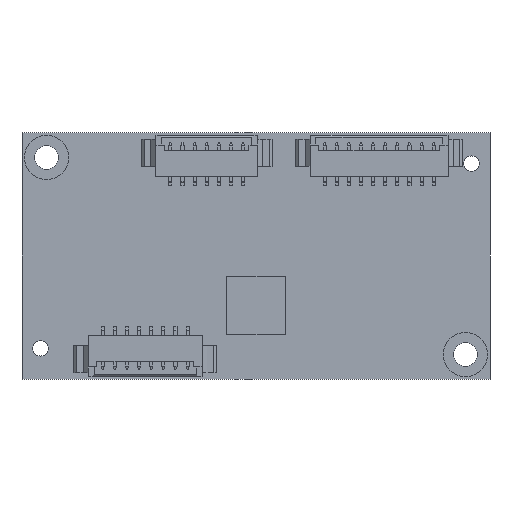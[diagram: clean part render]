
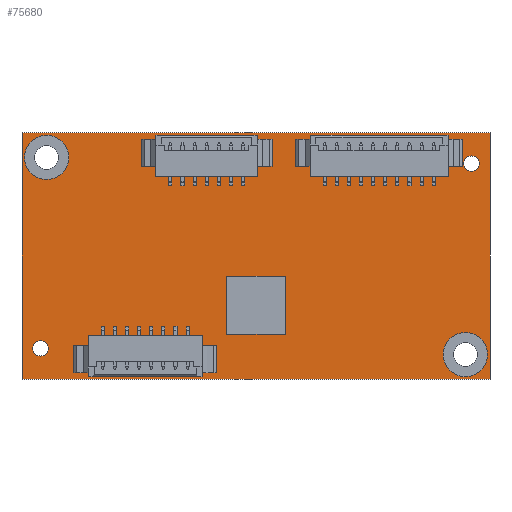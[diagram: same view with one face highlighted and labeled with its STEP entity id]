
A CAD part, front view. The second image highlights one B-rep face of the part: STEP entity #75680.
In plain terms, the highlighted planar face has unit normal (0, -1, 0).
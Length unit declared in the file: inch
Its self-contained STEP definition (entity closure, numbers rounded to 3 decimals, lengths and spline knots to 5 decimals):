
#4641 = EDGE_LOOP ( 'NONE', ( #45998, #46000 ) ) ;
#29562 = VERTEX_POINT ( 'NONE', #87811 ) ;
#29595 = VERTEX_POINT ( 'NONE', #87872 ) ;
#29645 = VERTEX_POINT ( 'NONE', #87965 ) ;
#29671 = VERTEX_POINT ( 'NONE', #88011 ) ;
#29672 = VERTEX_POINT ( 'NONE', #88012 ) ;
#29777 = VERTEX_POINT ( 'NONE', #88072 ) ;
#29863 = VERTEX_POINT ( 'NONE', #88115 ) ;
#29865 = VERTEX_POINT ( 'NONE', #88116 ) ;
#29871 = VERTEX_POINT ( 'NONE', #88119 ) ;
#29873 = VERTEX_POINT ( 'NONE', #88120 ) ;
#30021 = VERTEX_POINT ( 'NONE', #88194 ) ;
#30037 = VERTEX_POINT ( 'NONE', #88202 ) ;
#45982 = ORIENTED_EDGE ( 'NONE', *, *, #128942, .F. ) ;
#45984 = ORIENTED_EDGE ( 'NONE', *, *, #129071, .F. ) ;
#45987 = ORIENTED_EDGE ( 'NONE', *, *, #128953, .F. ) ;
#45990 = ORIENTED_EDGE ( 'NONE', *, *, #129074, .F. ) ;
#45993 = ORIENTED_EDGE ( 'NONE', *, *, #129077, .F. ) ;
#45996 = ORIENTED_EDGE ( 'NONE', *, *, #128999, .F. ) ;
#45998 = ORIENTED_EDGE ( 'NONE', *, *, #129080, .F. ) ;
#46000 = ORIENTED_EDGE ( 'NONE', *, *, #129039, .F. ) ;
#46001 = ORIENTED_EDGE ( 'NONE', *, *, #129084, .F. ) ;
#46003 = ORIENTED_EDGE ( 'NONE', *, *, #129088, .F. ) ;
#46005 = ORIENTED_EDGE ( 'NONE', *, *, #129091, .F. ) ;
#46007 = ORIENTED_EDGE ( 'NONE', *, *, #129094, .F. ) ;
#46773 = CARTESIAN_POINT ( 'NONE',  ( 1.825, 0., -0.125 ) ) ;
#46774 = DIRECTION ( 'NONE',  ( 0., -1., 0. ) ) ;
#46775 = DIRECTION ( 'NONE',  ( 0., 0., -1. ) ) ;
#46787 = CARTESIAN_POINT ( 'NONE',  ( 0.075, 0., -0.875 ) ) ;
#46788 = DIRECTION ( 'NONE',  ( 0., -1., 0. ) ) ;
#46789 = DIRECTION ( 'NONE',  ( 0., 0., -1. ) ) ;
#46831 = CARTESIAN_POINT ( 'NONE',  ( 0.1, 0., -0.1 ) ) ;
#46832 = DIRECTION ( 'NONE',  ( 0., -1., 0. ) ) ;
#46833 = DIRECTION ( 'NONE',  ( 0., 0., -1. ) ) ;
#46875 = CARTESIAN_POINT ( 'NONE',  ( 1.8, 0., -0.9 ) ) ;
#46876 = DIRECTION ( 'NONE',  ( 0., -1., 0. ) ) ;
#46877 = DIRECTION ( 'NONE',  ( 0., 0., -1. ) ) ;
#46906 = CARTESIAN_POINT ( 'NONE',  ( 1.825, 0., -0.125 ) ) ;
#46908 = DIRECTION ( 'NONE',  ( 0., -1., 0. ) ) ;
#46910 = DIRECTION ( 'NONE',  ( 0., 0., -1. ) ) ;
#46911 = CARTESIAN_POINT ( 'NONE',  ( 0.075, 0., -0.875 ) ) ;
#46912 = DIRECTION ( 'NONE',  ( 0., -1., 0. ) ) ;
#46913 = DIRECTION ( 'NONE',  ( 0., 0., -1. ) ) ;
#46914 = CARTESIAN_POINT ( 'NONE',  ( 0., 0., 0. ) ) ;
#46916 = DIRECTION ( 'NONE',  ( 0., 0., 1. ) ) ;
#46917 = CARTESIAN_POINT ( 'NONE',  ( 0.1, 0., -0.1 ) ) ;
#46918 = DIRECTION ( 'NONE',  ( 0., -1., 0. ) ) ;
#46919 = DIRECTION ( 'NONE',  ( 0., 0., -1. ) ) ;
#46920 = CARTESIAN_POINT ( 'NONE',  ( 1.9, 0., 0. ) ) ;
#46921 = CARTESIAN_POINT ( 'NONE',  ( 0., 0., -1. ) ) ;
#46922 = CARTESIAN_POINT ( 'NONE',  ( 1.8, 0., -0.9 ) ) ;
#46923 = DIRECTION ( 'NONE',  ( 0., -1., 0. ) ) ;
#46924 = DIRECTION ( 'NONE',  ( 0., 0., -1. ) ) ;
#46925 = CARTESIAN_POINT ( 'NONE',  ( 0., 0., 0. ) ) ;
#46926 = DIRECTION ( 'NONE',  ( -1., 0., 0. ) ) ;
#46931 = DIRECTION ( 'NONE',  ( 0., 0., -1. ) ) ;
#46933 = DIRECTION ( 'NONE',  ( 1., 0., 0. ) ) ;
#48552 = CIRCLE ( 'NONE', #156559, 0.03125 ) ;
#48565 = CIRCLE ( 'NONE', #156563, 0.03125 ) ;
#48606 = CIRCLE ( 'NONE', #156576, 0.09 ) ;
#48635 = CIRCLE ( 'NONE', #156587, 0.09 ) ;
#48650 = LINE ( 'NONE', #46921, #48675 ) ;
#48660 = CIRCLE ( 'NONE', #156596, 0.03125 ) ;
#48663 = CIRCLE ( 'NONE', #156598, 0.03125 ) ;
#48665 = CIRCLE ( 'NONE', #156600, 0.09 ) ;
#48667 = CIRCLE ( 'NONE', #156602, 0.09 ) ;
#48668 = LINE ( 'NONE', #46914, #48671 ) ;
#48670 = LINE ( 'NONE', #46920, #48678 ) ;
#48671 = VECTOR ( 'NONE', #46916, 39.37008 ) ;
#48673 = LINE ( 'NONE', #46925, #48681 ) ;
#48675 = VECTOR ( 'NONE', #46926, 39.37008 ) ;
#48678 = VECTOR ( 'NONE', #46931, 39.37008 ) ;
#48681 = VECTOR ( 'NONE', #46933, 39.37008 ) ;
#75680 = ADVANCED_FACE ( 'NONE', ( #150448, #150452, #150449, #150451, #150450 ), #150835, .T. ) ;
#87811 = CARTESIAN_POINT ( 'NONE',  ( 1.825, 0., -0.15625 ) ) ;
#87872 = CARTESIAN_POINT ( 'NONE',  ( 1.9, 0., 0. ) ) ;
#87965 = CARTESIAN_POINT ( 'NONE',  ( 0.1, 0., -0.01 ) ) ;
#88011 = CARTESIAN_POINT ( 'NONE',  ( 0., 0., -1. ) ) ;
#88012 = CARTESIAN_POINT ( 'NONE',  ( 1.8, 0., -0.81 ) ) ;
#88072 = CARTESIAN_POINT ( 'NONE',  ( 0.1, 0., -0.19 ) ) ;
#88115 = CARTESIAN_POINT ( 'NONE',  ( 0., 0., 0. ) ) ;
#88116 = CARTESIAN_POINT ( 'NONE',  ( 0.075, 0., -0.84375 ) ) ;
#88119 = CARTESIAN_POINT ( 'NONE',  ( 1.825, 0., -0.09375 ) ) ;
#88120 = CARTESIAN_POINT ( 'NONE',  ( 0.075, 0., -0.90625 ) ) ;
#88194 = CARTESIAN_POINT ( 'NONE',  ( 1.8, 0., -0.99 ) ) ;
#88202 = CARTESIAN_POINT ( 'NONE',  ( 1.9, 0., -1. ) ) ;
#96279 = EDGE_LOOP ( 'NONE', ( #45987, #45990 ) ) ;
#96281 = EDGE_LOOP ( 'NONE', ( #45982, #45984 ) ) ;
#96299 = EDGE_LOOP ( 'NONE', ( #45993, #45996 ) ) ;
#96302 = EDGE_LOOP ( 'NONE', ( #46001, #46003, #46005, #46007 ) ) ;
#128942 = EDGE_CURVE ( 'NONE', #29871, #29562, #48552, .T. ) ;
#128953 = EDGE_CURVE ( 'NONE', #29865, #29873, #48565, .T. ) ;
#128999 = EDGE_CURVE ( 'NONE', #29777, #29645, #48606, .T. ) ;
#129039 = EDGE_CURVE ( 'NONE', #30021, #29672, #48635, .T. ) ;
#129071 = EDGE_CURVE ( 'NONE', #29562, #29871, #48660, .T. ) ;
#129074 = EDGE_CURVE ( 'NONE', #29873, #29865, #48663, .T. ) ;
#129077 = EDGE_CURVE ( 'NONE', #29645, #29777, #48665, .T. ) ;
#129080 = EDGE_CURVE ( 'NONE', #29672, #30021, #48667, .T. ) ;
#129084 = EDGE_CURVE ( 'NONE', #29671, #29863, #48668, .T. ) ;
#129088 = EDGE_CURVE ( 'NONE', #30037, #29671, #48650, .T. ) ;
#129091 = EDGE_CURVE ( 'NONE', #29595, #30037, #48670, .T. ) ;
#129094 = EDGE_CURVE ( 'NONE', #29863, #29595, #48673, .T. ) ;
#139098 = AXIS2_PLACEMENT_3D ( 'NONE', #150836, #150820, #150838 ) ;
#150448 = FACE_BOUND ( 'NONE', #96281, .T. ) ;
#150449 = FACE_BOUND ( 'NONE', #96299, .T. ) ;
#150450 = FACE_OUTER_BOUND ( 'NONE', #96302, .T. ) ;
#150451 = FACE_BOUND ( 'NONE', #4641, .T. ) ;
#150452 = FACE_BOUND ( 'NONE', #96279, .T. ) ;
#150820 = DIRECTION ( 'NONE',  ( 0., -1., 0. ) ) ;
#150835 = PLANE ( 'NONE',  #139098 ) ;
#150836 = CARTESIAN_POINT ( 'NONE',  ( 0., 0., 0. ) ) ;
#150838 = DIRECTION ( 'NONE',  ( 0., 0., -1. ) ) ;
#156559 = AXIS2_PLACEMENT_3D ( 'NONE', #46773, #46774, #46775 ) ;
#156563 = AXIS2_PLACEMENT_3D ( 'NONE', #46787, #46788, #46789 ) ;
#156576 = AXIS2_PLACEMENT_3D ( 'NONE', #46831, #46832, #46833 ) ;
#156587 = AXIS2_PLACEMENT_3D ( 'NONE', #46875, #46876, #46877 ) ;
#156596 = AXIS2_PLACEMENT_3D ( 'NONE', #46906, #46908, #46910 ) ;
#156598 = AXIS2_PLACEMENT_3D ( 'NONE', #46911, #46912, #46913 ) ;
#156600 = AXIS2_PLACEMENT_3D ( 'NONE', #46917, #46918, #46919 ) ;
#156602 = AXIS2_PLACEMENT_3D ( 'NONE', #46922, #46923, #46924 ) ;
